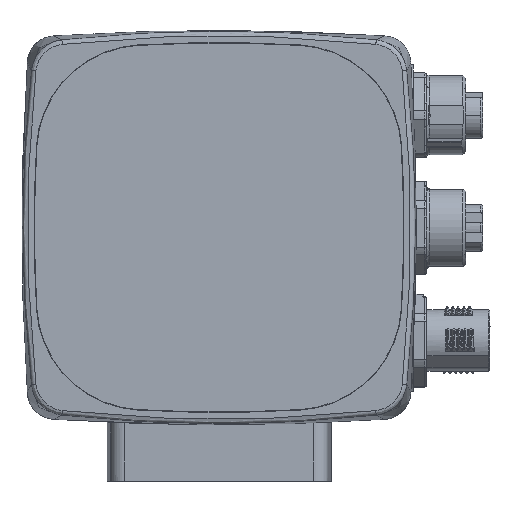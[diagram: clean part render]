
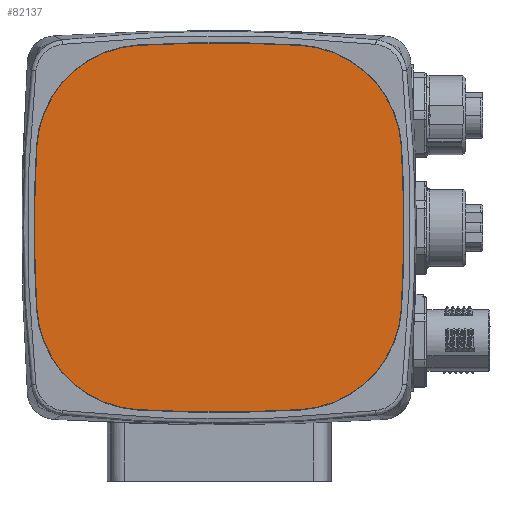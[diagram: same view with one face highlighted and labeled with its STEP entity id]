
A CAD part, top view. The second image highlights one B-rep face of the part: STEP entity #82137.
In plain terms, the highlighted face is planar.
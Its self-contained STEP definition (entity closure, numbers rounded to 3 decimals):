
#81938=CARTESIAN_POINT('',(-13.359,13.359,-0.75));
#81939=DIRECTION('',(0.,0.,1.));
#81940=DIRECTION('',(-0.058,0.998,0.));
#81941=AXIS2_PLACEMENT_3D('',#81938,#81939,#81940);
#81943=CARTESIAN_POINT('',(214.7,0.,-0.75));
#81944=DIRECTION('',(0.,0.,1.));
#81945=DIRECTION('',(-0.998,0.058,0.));
#81946=AXIS2_PLACEMENT_3D('',#81943,#81944,#81945);
#81948=CARTESIAN_POINT('',(214.7,0.,-0.75));
#81949=DIRECTION('',(0.,0.,1.));
#81950=DIRECTION('',(-1.,0.,0.));
#81951=AXIS2_PLACEMENT_3D('',#81948,#81949,#81950);
#81953=CARTESIAN_POINT('',(-13.359,-13.359,-0.75));
#81954=DIRECTION('',(0.,0.,1.));
#81955=DIRECTION('',(-0.998,-0.058,0.));
#81956=AXIS2_PLACEMENT_3D('',#81953,#81954,#81955);
#81958=CARTESIAN_POINT('',(0.,214.7,-0.75));
#81959=DIRECTION('',(0.,0.,1.));
#81960=DIRECTION('',(-0.058,-0.998,0.));
#81961=AXIS2_PLACEMENT_3D('',#81958,#81959,#81960);
#81963=CARTESIAN_POINT('',(13.359,-13.359,-0.75));
#81964=DIRECTION('',(0.,0.,1.));
#81965=DIRECTION('',(0.058,-0.998,0.));
#81966=AXIS2_PLACEMENT_3D('',#81963,#81964,#81965);
#81968=CARTESIAN_POINT('',(-214.7,0.,-0.75));
#81969=DIRECTION('',(0.,0.,1.));
#81970=DIRECTION('',(0.998,-0.058,0.));
#81971=AXIS2_PLACEMENT_3D('',#81968,#81969,#81970);
#81973=CARTESIAN_POINT('',(-214.7,0.,-0.75));
#81974=DIRECTION('',(0.,0.,1.));
#81975=DIRECTION('',(1.,0.,0.));
#81976=AXIS2_PLACEMENT_3D('',#81973,#81974,#81975);
#81978=CARTESIAN_POINT('',(13.359,13.359,-0.75));
#81979=DIRECTION('',(0.,0.,1.));
#81980=DIRECTION('',(0.998,0.058,0.));
#81981=AXIS2_PLACEMENT_3D('',#81978,#81979,#81980);
#81983=CARTESIAN_POINT('',(0.,-214.7,-0.75));
#81984=DIRECTION('',(0.,0.,1.));
#81985=DIRECTION('',(0.058,0.998,0.));
#81986=AXIS2_PLACEMENT_3D('',#81983,#81984,#81985);
#82070=CARTESIAN_POINT('',(-14.47,32.327,-0.75));
#82071=CARTESIAN_POINT('',(-32.327,14.47,-0.75));
#82072=VERTEX_POINT('',#82070);
#82073=VERTEX_POINT('',#82071);
#82074=CARTESIAN_POINT('',(-32.75,0.,-0.75));
#82075=VERTEX_POINT('',#82074);
#82076=CARTESIAN_POINT('',(-32.327,-14.47,-0.75));
#82077=VERTEX_POINT('',#82076);
#82078=CARTESIAN_POINT('',(-14.47,-32.327,-0.75));
#82079=VERTEX_POINT('',#82078);
#82080=CARTESIAN_POINT('',(14.47,-32.327,-0.75));
#82081=VERTEX_POINT('',#82080);
#82082=CARTESIAN_POINT('',(32.327,-14.47,-0.75));
#82083=VERTEX_POINT('',#82082);
#82084=CARTESIAN_POINT('',(32.75,0.,-0.75));
#82085=VERTEX_POINT('',#82084);
#82086=CARTESIAN_POINT('',(32.327,14.47,-0.75));
#82087=VERTEX_POINT('',#82086);
#82088=CARTESIAN_POINT('',(14.47,32.327,-0.75));
#82089=VERTEX_POINT('',#82088);
#82110=CARTESIAN_POINT('',(0.,0.,-0.75));
#82111=DIRECTION('',(0.,0.,1.));
#82112=DIRECTION('',(1.,0.,0.));
#82113=AXIS2_PLACEMENT_3D('',#82110,#82111,#82112);
#82114=PLANE('',#82113);
#82116=ORIENTED_EDGE('',*,*,#82115,.T.);
#82118=ORIENTED_EDGE('',*,*,#82117,.T.);
#82120=ORIENTED_EDGE('',*,*,#82119,.T.);
#82122=ORIENTED_EDGE('',*,*,#82121,.T.);
#82124=ORIENTED_EDGE('',*,*,#82123,.T.);
#82126=ORIENTED_EDGE('',*,*,#82125,.T.);
#82128=ORIENTED_EDGE('',*,*,#82127,.T.);
#82130=ORIENTED_EDGE('',*,*,#82129,.T.);
#82132=ORIENTED_EDGE('',*,*,#82131,.T.);
#82134=ORIENTED_EDGE('',*,*,#82133,.T.);
#82135=EDGE_LOOP('',(#82116,#82118,#82120,#82122,#82124,#82126,#82128,#82130,
#82132,#82134));
#82136=FACE_OUTER_BOUND('',#82135,.F.);
#82137=ADVANCED_FACE('',(#82136),#82114,.F.);
#81942=CIRCLE('',#81941,19.);
#81947=CIRCLE('',#81946,247.45);
#81952=CIRCLE('',#81951,247.45);
#81957=CIRCLE('',#81956,19.);
#81962=CIRCLE('',#81961,247.45);
#81967=CIRCLE('',#81966,19.);
#81972=CIRCLE('',#81971,247.45);
#81977=CIRCLE('',#81976,247.45);
#81982=CIRCLE('',#81981,19.);
#81987=CIRCLE('',#81986,247.45);
#82115=EDGE_CURVE('',#82072,#82073,#81942,.T.);
#82117=EDGE_CURVE('',#82073,#82075,#81947,.T.);
#82119=EDGE_CURVE('',#82075,#82077,#81952,.T.);
#82121=EDGE_CURVE('',#82077,#82079,#81957,.T.);
#82123=EDGE_CURVE('',#82079,#82081,#81962,.T.);
#82125=EDGE_CURVE('',#82081,#82083,#81967,.T.);
#82127=EDGE_CURVE('',#82083,#82085,#81972,.T.);
#82129=EDGE_CURVE('',#82085,#82087,#81977,.T.);
#82131=EDGE_CURVE('',#82087,#82089,#81982,.T.);
#82133=EDGE_CURVE('',#82089,#82072,#81987,.T.);
